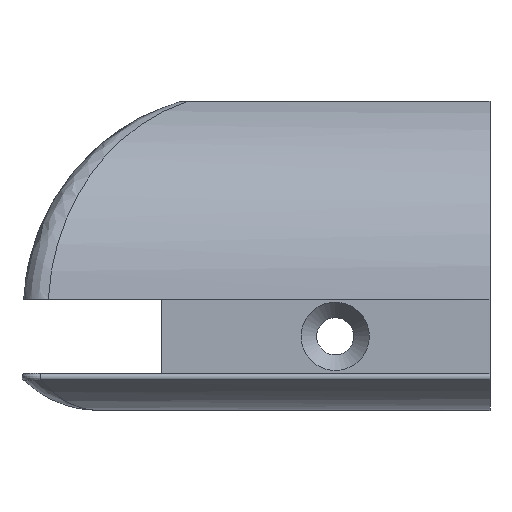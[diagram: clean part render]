
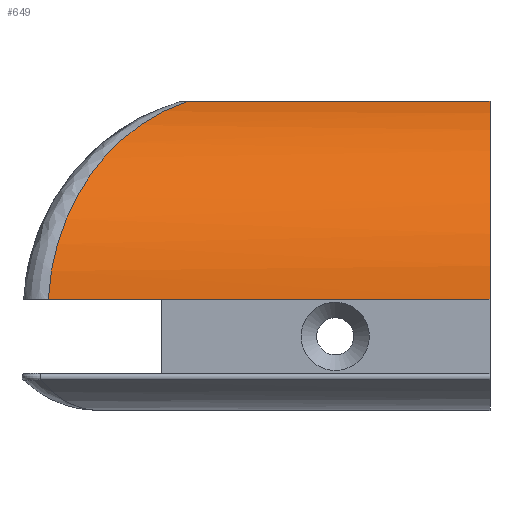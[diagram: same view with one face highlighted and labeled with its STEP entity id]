
A CAD part, left-side view. The second image highlights one B-rep face of the part: STEP entity #649.
In plain terms, the highlighted cylindrical face has radius 17.7 mm (diameter 35.4 mm), a partial arc.
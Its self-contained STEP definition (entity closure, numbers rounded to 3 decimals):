
#418=CARTESIAN_POINT('',(0.,24.435,13.279));
#419=VERTEX_POINT('',#418);
#430=CARTESIAN_POINT('',(0.,0.0,13.279));
#431=VERTEX_POINT('',#430);
#432=CARTESIAN_POINT('',(0.,0.0,13.279));
#433=DIRECTION('',(0.0,1.0,0.0));
#434=VECTOR('',#433,24.435);
#435=LINE('',#432,#434);
#436=EDGE_CURVE('',#431,#419,#435,.T.);
#549=CARTESIAN_POINT('',(-12.672,35.675,-2.7));
#550=VERTEX_POINT('',#549);
#561=CARTESIAN_POINT('',(-12.672,35.675,-2.7));
#562=CARTESIAN_POINT('',(-12.614,35.623,-1.674));
#563=CARTESIAN_POINT('',(-12.334,35.375,0.243));
#564=CARTESIAN_POINT('',(-11.4,34.547,3.195));
#565=CARTESIAN_POINT('',(-9.913,33.228,6.038));
#566=CARTESIAN_POINT('',(-8.21,31.717,8.163));
#567=CARTESIAN_POINT('',(-6.25,29.978,10.042));
#568=CARTESIAN_POINT('',(-3.709,27.725,11.875));
#569=CARTESIAN_POINT('',(-1.383,25.662,12.872));
#570=CARTESIAN_POINT('',(0.,24.435,13.279));
#571=B_SPLINE_CURVE_WITH_KNOTS('',3,(#561,#562,#563,#564,#565,#566,#567,#568,#569,#570),.UNSPECIFIED.,.F.,.U.,(4,1,1,1,1,1,1,4),(0.0,2.994,5.656,9.364,13.215,14.958,19.099,24.912),.UNSPECIFIED.);
#572=EDGE_CURVE('',#550,#419,#571,.T.);
#598=CARTESIAN_POINT('',(-12.672,0.0,-2.7));
#599=VERTEX_POINT('',#598);
#600=CARTESIAN_POINT('',(-12.672,0.0,-2.7));
#601=DIRECTION('',(0.0,1.0,0.0));
#602=VECTOR('',#601,35.675);
#603=LINE('',#600,#602);
#604=EDGE_CURVE('',#599,#550,#603,.T.);
#632=CARTESIAN_POINT('',(5.,0.0,-3.7));
#633=DIRECTION('',(0.0,-1.0,0.0));
#634=DIRECTION('',(-0.282,0.0,0.959));
#635=AXIS2_PLACEMENT_3D('',#632,#633,#634);
#636=CYLINDRICAL_SURFACE('',#635,17.7);
#637=ORIENTED_EDGE('',*,*,#436,.T.);
#638=ORIENTED_EDGE('',*,*,#572,.F.);
#639=ORIENTED_EDGE('',*,*,#604,.F.);
#640=CARTESIAN_POINT('',(5.,0.0,-3.7));
#641=DIRECTION('',(0.0,-1.0,0.0));
#642=DIRECTION('',(-0.282,0.0,0.959));
#643=AXIS2_PLACEMENT_3D('',#640,#641,#642);
#644=CIRCLE('',#643,17.7);
#645=EDGE_CURVE('',#431,#599,#644,.T.);
#646=ORIENTED_EDGE('',*,*,#645,.F.);
#647=EDGE_LOOP('',(#637,#638,#639,#646));
#648=FACE_OUTER_BOUND('',#647,.T.);
#649=ADVANCED_FACE('',(#648),#636,.T.);
